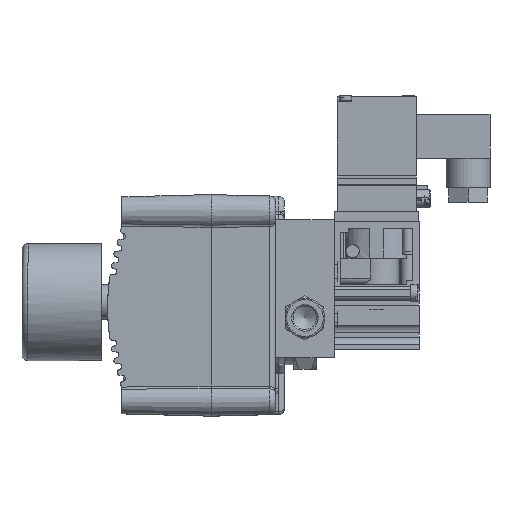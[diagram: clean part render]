
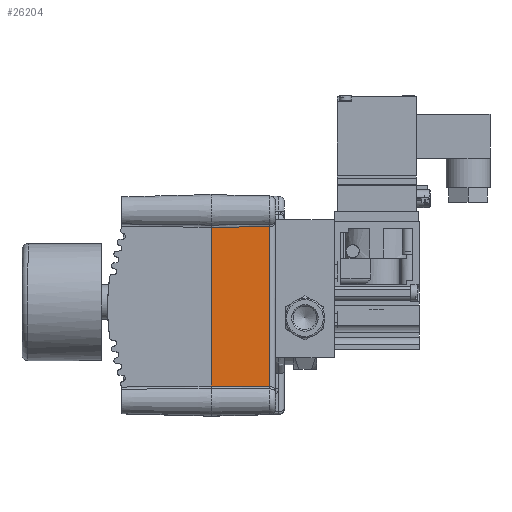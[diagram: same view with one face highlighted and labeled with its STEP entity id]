
A CAD part, left-side view. The second image highlights one B-rep face of the part: STEP entity #26204.
In plain terms, the highlighted planar face has unit normal (-1, -0.026, 0).
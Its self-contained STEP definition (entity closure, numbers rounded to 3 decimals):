
#336=B_SPLINE_CURVE_WITH_KNOTS('',3,(#50224,#50225,#50226,#50227,#50228,
#50229,#50230),.UNSPECIFIED.,.F.,.F.,(4,3,4),(0.,0.013,
0.02),.UNSPECIFIED.);
#341=B_SPLINE_CURVE_WITH_KNOTS('',3,(#50375,#50376,#50377,#50378,#50379,
#50380),.UNSPECIFIED.,.F.,.F.,(4,2,4),(0.,0.013,0.02),
 .UNSPECIFIED.);
#1236=PLANE('',#28382);
#2897=FACE_OUTER_BOUND('',#4569,.T.);
#4569=EDGE_LOOP('',(#21277,#21278,#21279,#21280));
#6686=LINE('',#46693,#9090);
#6756=LINE('',#50540,#9160);
#9090=VECTOR('',#33140,54.578);
#9160=VECTOR('',#33462,54.089);
#12599=VERTEX_POINT('',#46630);
#12600=VERTEX_POINT('',#46692);
#12668=VERTEX_POINT('',#50192);
#12672=VERTEX_POINT('',#50364);
#15583=EDGE_CURVE('',#12600,#12599,#6686,.T.);
#15703=EDGE_CURVE('',#12668,#12600,#336,.T.);
#15711=EDGE_CURVE('',#12599,#12672,#341,.T.);
#15757=EDGE_CURVE('',#12668,#12672,#6756,.T.);
#21277=ORIENTED_EDGE('',*,*,#15583,.T.);
#21278=ORIENTED_EDGE('',*,*,#15711,.T.);
#21279=ORIENTED_EDGE('',*,*,#15757,.F.);
#21280=ORIENTED_EDGE('',*,*,#15703,.T.);
#26204=ADVANCED_FACE('',(#2897),#1236,.T.);
#28382=AXIS2_PLACEMENT_3D('',#50539,#33460,#33461);
#33140=DIRECTION('',(0.,0.,1.));
#33460=DIRECTION('center_axis',(-1.,-0.026,
0.));
#33461=DIRECTION('ref_axis',(0.,0.,1.));
#33462=DIRECTION('',(0.,0.,1.));
#46630=CARTESIAN_POINT('',(-130.274,-17.848,10.019));
#46692=CARTESIAN_POINT('',(-130.274,-17.848,-44.559));
#46693=CARTESIAN_POINT('',(-130.274,-17.848,-44.559));
#50192=CARTESIAN_POINT('',(-130.799,2.205,-44.323));
#50224=CARTESIAN_POINT('Ctrl Pts',(-130.799,2.205,-44.323));
#50225=CARTESIAN_POINT('Ctrl Pts',(-130.686,-2.137,
-44.373));
#50226=CARTESIAN_POINT('Ctrl Pts',(-130.572,-6.478,
-44.423));
#50227=CARTESIAN_POINT('Ctrl Pts',(-130.458,-10.82,
-44.475));
#50228=CARTESIAN_POINT('Ctrl Pts',(-130.397,-13.162,
-44.503));
#50229=CARTESIAN_POINT('Ctrl Pts',(-130.335,-15.505,
-44.531));
#50230=CARTESIAN_POINT('Ctrl Pts',(-130.274,-17.848,-44.559));
#50364=CARTESIAN_POINT('',(-130.799,2.205,9.766));
#50375=CARTESIAN_POINT('Ctrl Pts',(-130.274,-17.848,10.019));
#50376=CARTESIAN_POINT('Ctrl Pts',(-130.386,-13.59,
9.964));
#50377=CARTESIAN_POINT('Ctrl Pts',(-130.497,-9.331,
9.91));
#50378=CARTESIAN_POINT('Ctrl Pts',(-130.672,-2.647,
9.826));
#50379=CARTESIAN_POINT('Ctrl Pts',(-130.736,-0.221,
9.796));
#50380=CARTESIAN_POINT('Ctrl Pts',(-130.799,2.205,9.766));
#50539=CARTESIAN_POINT('Origin',(-130.786,1.705,10.265));
#50540=CARTESIAN_POINT('',(-130.799,2.205,-44.323));
